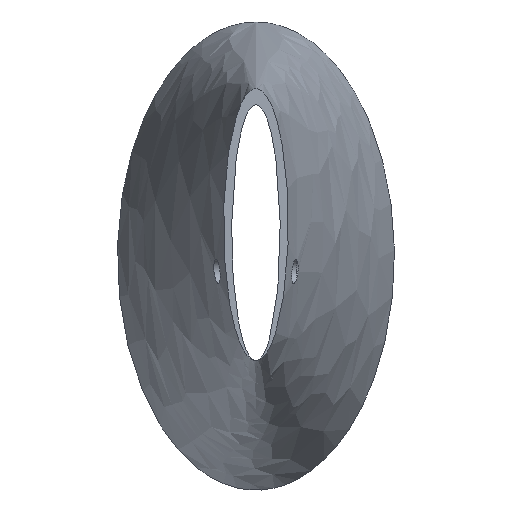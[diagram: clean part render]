
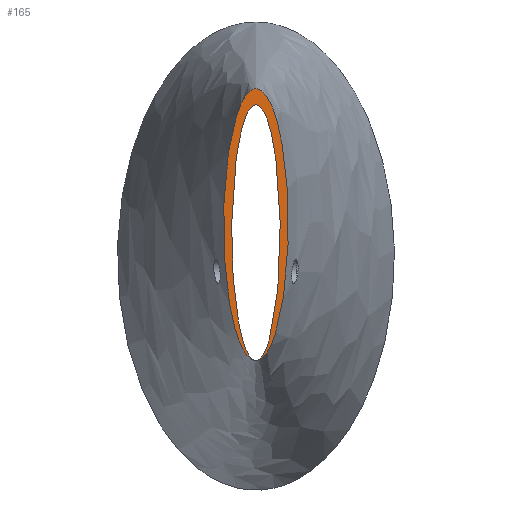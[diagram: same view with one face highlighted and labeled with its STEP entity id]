
A CAD part, left-side view. The second image highlights one B-rep face of the part: STEP entity #165.
In plain terms, the highlighted planar face has unit normal (-1, 0, 0).
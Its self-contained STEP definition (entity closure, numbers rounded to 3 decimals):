
#16=PLANE('',#187);
#22=ELLIPSE('',#182,16.75,4.);
#23=ELLIPSE('',#183,16.75,4.);
#40=FACE_OUTER_BOUND('',#52,.T.);
#52=EDGE_LOOP('',(#153,#154,#155));
#67=B_SPLINE_CURVE_WITH_KNOTS('',3,(#703,#704,#705,#706,#707,#708,#709,
#710,#711,#712,#713,#714,#715,#716,#717,#718,#719,#720,#721),
 .UNSPECIFIED.,.T.,.F.,(4,1,1,1,1,1,1,1,1,1,1,1,1,1,1,1,4),(0.,0.071,
0.143,0.19,0.226,0.286,
0.333,0.429,0.476,0.524,
0.571,0.619,0.714,0.786,
0.857,0.929,1.),.UNSPECIFIED.);
#75=VERTEX_POINT('',#368);
#76=VERTEX_POINT('',#370);
#93=EDGE_CURVE('',#75,#76,#22,.T.);
#94=EDGE_CURVE('',#76,#75,#23,.T.);
#107=EDGE_CURVE('',#76,#76,#67,.T.);
#153=ORIENTED_EDGE('',*,*,#93,.F.);
#154=ORIENTED_EDGE('',*,*,#94,.F.);
#155=ORIENTED_EDGE('',*,*,#107,.T.);
#165=ADVANCED_FACE('',(#40),#16,.F.);
#182=AXIS2_PLACEMENT_3D('',#371,#195,#196);
#183=AXIS2_PLACEMENT_3D('',#372,#197,#198);
#187=AXIS2_PLACEMENT_3D('',#771,#208,#209);
#195=DIRECTION('center_axis',(1.,0.,0.));
#196=DIRECTION('ref_axis',(0.,0.,-1.));
#197=DIRECTION('center_axis',(1.,0.,0.));
#198=DIRECTION('ref_axis',(0.,0.,-1.));
#208=DIRECTION('center_axis',(1.,0.,0.));
#209=DIRECTION('ref_axis',(0.,0.,-1.));
#368=CARTESIAN_POINT('',(-150.,5.,52.75));
#370=CARTESIAN_POINT('',(-150.,5.,19.25));
#371=CARTESIAN_POINT('Origin',(-150.,5.,36.));
#372=CARTESIAN_POINT('Origin',(-150.,5.,36.));
#703=CARTESIAN_POINT('Ctrl Pts',(-150.,5.,19.25));
#704=CARTESIAN_POINT('Ctrl Pts',(-150.,5.449,19.25));
#705=CARTESIAN_POINT('Ctrl Pts',(-150.,6.346,20.324));
#706=CARTESIAN_POINT('Ctrl Pts',(-150.,7.306,24.343));
#707=CARTESIAN_POINT('Ctrl Pts',(-150.,7.796,28.815));
#708=CARTESIAN_POINT('Ctrl Pts',(-150.,8.031,33.397));
#709=CARTESIAN_POINT('Ctrl Pts',(-150.,7.996,38.185));
#710=CARTESIAN_POINT('Ctrl Pts',(-150.,7.528,44.48));
#711=CARTESIAN_POINT('Ctrl Pts',(-150.,6.612,48.943));
#712=CARTESIAN_POINT('Ctrl Pts',(-150.,5.454,50.806));
#713=CARTESIAN_POINT('Ctrl Pts',(-150.,4.546,50.81));
#714=CARTESIAN_POINT('Ctrl Pts',(-150.,3.679,49.401));
#715=CARTESIAN_POINT('Ctrl Pts',(-150.,2.677,45.831));
#716=CARTESIAN_POINT('Ctrl Pts',(-150.,1.974,39.435));
#717=CARTESIAN_POINT('Ctrl Pts',(-150.,1.976,31.373));
#718=CARTESIAN_POINT('Ctrl Pts',(-150.,2.574,24.846));
#719=CARTESIAN_POINT('Ctrl Pts',(-150.,3.654,20.324));
#720=CARTESIAN_POINT('Ctrl Pts',(-150.,4.551,19.25));
#721=CARTESIAN_POINT('Ctrl Pts',(-150.,5.,19.25));
#771=CARTESIAN_POINT('Origin',(-150.,5.,36.));
